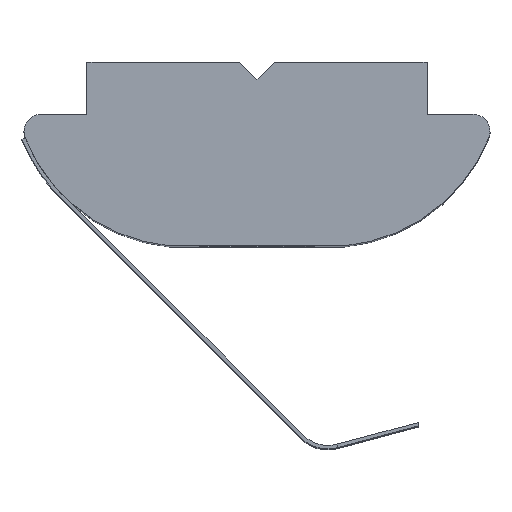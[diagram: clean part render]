
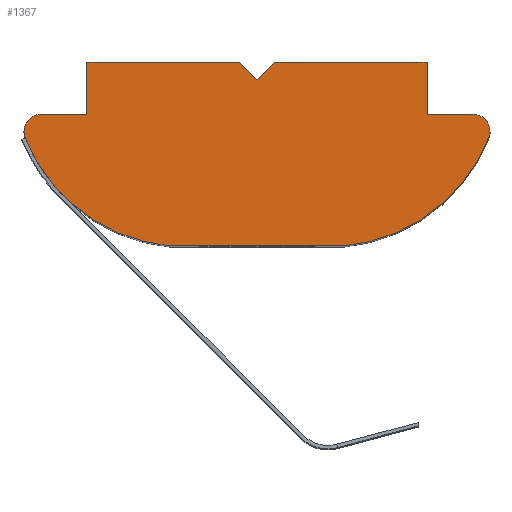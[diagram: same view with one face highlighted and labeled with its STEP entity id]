
A CAD part, top view. The second image highlights one B-rep face of the part: STEP entity #1367.
In plain terms, the highlighted planar face has unit normal (0, 0, 1).
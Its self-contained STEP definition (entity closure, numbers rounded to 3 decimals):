
#8 = VECTOR ( 'NONE', #1041, 1000. ) ;
#11 = LINE ( 'NONE', #1043, #8 ) ;
#33 = CIRCLE ( 'NONE', #1382, 5. ) ;
#44 = VECTOR ( 'NONE', #308, 1000. ) ;
#57 = CIRCLE ( 'NONE', #1396, 0.5 ) ;
#60 = CIRCLE ( 'NONE', #1400, 0.5 ) ;
#66 = LINE ( 'NONE', #316, #44 ) ;
#96 = VECTOR ( 'NONE', #388, 1000. ) ;
#101 = LINE ( 'NONE', #394, #96 ) ;
#107 = VECTOR ( 'NONE', #411, 1000. ) ;
#111 = LINE ( 'NONE', #419, #107 ) ;
#112 = VECTOR ( 'NONE', #434, 1000. ) ;
#114 = LINE ( 'NONE', #428, #112 ) ;
#138 = DIRECTION ( 'NONE',  ( 1., 0., 0. ) ) ;
#139 = DIRECTION ( 'NONE',  ( 0., 0., 1. ) ) ;
#142 = PLANE ( 'NONE',  #1429 ) ;
#154 = CARTESIAN_POINT ( 'NONE',  ( 0., 0., 10. ) ) ;
#207 = EDGE_CURVE ( 'NONE', #648, #690, #1233, .T. ) ;
#214 = EDGE_CURVE ( 'NONE', #659, #684, #1232, .T. ) ;
#216 = EDGE_CURVE ( 'NONE', #697, #685, #1226, .T. ) ;
#217 = EDGE_CURVE ( 'NONE', #879, #697, #1274, .T. ) ;
#222 = EDGE_CURVE ( 'NONE', #677, #880, #1196, .T. ) ;
#232 = FACE_OUTER_BOUND ( 'NONE', #883, .T. ) ;
#262 = DIRECTION ( 'NONE',  ( 1., 0., 0. ) ) ;
#263 = DIRECTION ( 'NONE',  ( 0., 0., 1. ) ) ;
#265 = CARTESIAN_POINT ( 'NONE',  ( 2.041, 2.329, 10. ) ) ;
#308 = DIRECTION ( 'NONE',  ( 1., 0., 0. ) ) ;
#316 = CARTESIAN_POINT ( 'NONE',  ( 0., 1.15, 10. ) ) ;
#336 = DIRECTION ( 'NONE',  ( 1., 0., 0. ) ) ;
#337 = DIRECTION ( 'NONE',  ( 0., 0., 1. ) ) ;
#338 = CARTESIAN_POINT ( 'NONE',  ( -6.216, 0.65, 10. ) ) ;
#340 = DIRECTION ( 'NONE',  ( 1., 0., 0. ) ) ;
#341 = DIRECTION ( 'NONE',  ( 0., 0., 1. ) ) ;
#343 = CARTESIAN_POINT ( 'NONE',  ( -6.216, 0.65, 10. ) ) ;
#385 = CARTESIAN_POINT ( 'NONE',  ( -6.216, 1.15, 10. ) ) ;
#387 = CARTESIAN_POINT ( 'NONE',  ( -4.9, 2.65, 10. ) ) ;
#388 = DIRECTION ( 'NONE',  ( 0., 1., 0. ) ) ;
#394 = CARTESIAN_POINT ( 'NONE',  ( -4.9, 0., 10. ) ) ;
#411 = DIRECTION ( 'NONE',  ( 0.707, -0.707, 0. ) ) ;
#419 = CARTESIAN_POINT ( 'NONE',  ( 1.075, 1.075, 10. ) ) ;
#428 = CARTESIAN_POINT ( 'NONE',  ( 0., 1.15, 10. ) ) ;
#429 = CARTESIAN_POINT ( 'NONE',  ( 6.68, 0.463, 10. ) ) ;
#434 = DIRECTION ( 'NONE',  ( 1., 0., 0. ) ) ;
#513 = CARTESIAN_POINT ( 'NONE',  ( 0.5, 2.65, 10. ) ) ;
#523 = CARTESIAN_POINT ( 'NONE',  ( 6.216, 1.15, 10. ) ) ;
#527 = CARTESIAN_POINT ( 'NONE',  ( 4.9, 1.15, 10. ) ) ;
#529 = CARTESIAN_POINT ( 'NONE',  ( 4.9, 2.65, 10. ) ) ;
#530 = CARTESIAN_POINT ( 'NONE',  ( -0.5, 2.65, 10. ) ) ;
#542 = CARTESIAN_POINT ( 'NONE',  ( -6.68, 0.463, 10. ) ) ;
#547 = CARTESIAN_POINT ( 'NONE',  ( -4.9, 1.15, 10. ) ) ;
#556 = CARTESIAN_POINT ( 'NONE',  ( 2.5, -2.65, 10. ) ) ;
#563 = CARTESIAN_POINT ( 'NONE',  ( -6.716, 0.65, 10. ) ) ;
#593 = DIRECTION ( 'NONE',  ( 1., 0., 0. ) ) ;
#594 = DIRECTION ( 'NONE',  ( 0., 0., 1. ) ) ;
#595 = CARTESIAN_POINT ( 'NONE',  ( -2.041, 2.329, 10. ) ) ;
#608 = DIRECTION ( 'NONE',  ( 0.707, 0.707, 0. ) ) ;
#609 = CARTESIAN_POINT ( 'NONE',  ( -1.075, 1.075, 10. ) ) ;
#615 = DIRECTION ( 'NONE',  ( 1., 0., 0. ) ) ;
#616 = CARTESIAN_POINT ( 'NONE',  ( 0., 2.65, 10. ) ) ;
#619 = DIRECTION ( 'NONE',  ( 1., 0., 0. ) ) ;
#622 = CARTESIAN_POINT ( 'NONE',  ( 0., 2.65, 10. ) ) ;
#630 = DIRECTION ( 'NONE',  ( 1., 0., 0. ) ) ;
#631 = DIRECTION ( 'NONE',  ( 0., 0., 1. ) ) ;
#632 = CARTESIAN_POINT ( 'NONE',  ( 6.216, 0.65, 10. ) ) ;
#648 = VERTEX_POINT ( 'NONE', #429 ) ;
#659 = VERTEX_POINT ( 'NONE', #387 ) ;
#663 = VERTEX_POINT ( 'NONE', #385 ) ;
#665 = VERTEX_POINT ( 'NONE', #563 ) ;
#671 = VERTEX_POINT ( 'NONE', #556 ) ;
#676 = VERTEX_POINT ( 'NONE', #547 ) ;
#677 = VERTEX_POINT ( 'NONE', #542 ) ;
#684 = VERTEX_POINT ( 'NONE', #530 ) ;
#685 = VERTEX_POINT ( 'NONE', #529 ) ;
#687 = VERTEX_POINT ( 'NONE', #527 ) ;
#690 = VERTEX_POINT ( 'NONE', #523 ) ;
#697 = VERTEX_POINT ( 'NONE', #513 ) ;
#727 = AXIS2_PLACEMENT_3D ( 'NONE', #632, #631, #630 ) ;
#739 = AXIS2_PLACEMENT_3D ( 'NONE', #595, #594, #593 ) ;
#793 = EDGE_CURVE ( 'NONE', #663, #676, #114, .T. ) ;
#796 = EDGE_CURVE ( 'NONE', #684, #879, #111, .T. ) ;
#803 = EDGE_CURVE ( 'NONE', #676, #659, #101, .T. ) ;
#824 = EDGE_CURVE ( 'NONE', #663, #665, #60, .T. ) ;
#826 = EDGE_CURVE ( 'NONE', #665, #677, #57, .T. ) ;
#834 = EDGE_CURVE ( 'NONE', #687, #690, #66, .T. ) ;
#845 = EDGE_CURVE ( 'NONE', #671, #648, #33, .T. ) ;
#859 = EDGE_CURVE ( 'NONE', #685, #687, #11, .T. ) ;
#869 = EDGE_CURVE ( 'NONE', #880, #671, #1089, .T. ) ;
#879 = VERTEX_POINT ( 'NONE', #1028 ) ;
#880 = VERTEX_POINT ( 'NONE', #1027 ) ;
#883 = EDGE_LOOP ( 'NONE', ( #1277, #1283, #1229, #1247, #1258, #1248, #1234, #1282, #1278, #1240, #1222, #1270, #1260, #1242 ) ) ;
#1007 = CARTESIAN_POINT ( 'NONE',  ( 0., -2.65, 10. ) ) ;
#1011 = DIRECTION ( 'NONE',  ( 1., 0., 0. ) ) ;
#1027 = CARTESIAN_POINT ( 'NONE',  ( -2.5, -2.65, 10. ) ) ;
#1028 = CARTESIAN_POINT ( 'NONE',  ( 0., 2.15, 10. ) ) ;
#1041 = DIRECTION ( 'NONE',  ( 0., -1., 0. ) ) ;
#1043 = CARTESIAN_POINT ( 'NONE',  ( 4.9, 0., 10. ) ) ;
#1087 = VECTOR ( 'NONE', #1011, 1000. ) ;
#1089 = LINE ( 'NONE', #1007, #1087 ) ;
#1196 = CIRCLE ( 'NONE', #739, 5. ) ;
#1204 = VECTOR ( 'NONE', #608, 1000. ) ;
#1222 = ORIENTED_EDGE ( 'NONE', *, *, #217, .F. ) ;
#1226 = LINE ( 'NONE', #616, #1244 ) ;
#1229 = ORIENTED_EDGE ( 'NONE', *, *, #826, .T. ) ;
#1232 = LINE ( 'NONE', #622, #1250 ) ;
#1233 = CIRCLE ( 'NONE', #727, 0.5 ) ;
#1234 = ORIENTED_EDGE ( 'NONE', *, *, #207, .T. ) ;
#1240 = ORIENTED_EDGE ( 'NONE', *, *, #216, .F. ) ;
#1242 = ORIENTED_EDGE ( 'NONE', *, *, #803, .F. ) ;
#1244 = VECTOR ( 'NONE', #619, 1000. ) ;
#1247 = ORIENTED_EDGE ( 'NONE', *, *, #222, .T. ) ;
#1248 = ORIENTED_EDGE ( 'NONE', *, *, #845, .T. ) ;
#1250 = VECTOR ( 'NONE', #615, 1000. ) ;
#1258 = ORIENTED_EDGE ( 'NONE', *, *, #869, .T. ) ;
#1260 = ORIENTED_EDGE ( 'NONE', *, *, #214, .F. ) ;
#1270 = ORIENTED_EDGE ( 'NONE', *, *, #796, .F. ) ;
#1274 = LINE ( 'NONE', #609, #1204 ) ;
#1277 = ORIENTED_EDGE ( 'NONE', *, *, #793, .F. ) ;
#1278 = ORIENTED_EDGE ( 'NONE', *, *, #859, .F. ) ;
#1282 = ORIENTED_EDGE ( 'NONE', *, *, #834, .F. ) ;
#1283 = ORIENTED_EDGE ( 'NONE', *, *, #824, .T. ) ;
#1367 = ADVANCED_FACE ( 'NONE', ( #232 ), #142, .T. ) ;
#1382 = AXIS2_PLACEMENT_3D ( 'NONE', #265, #263, #262 ) ;
#1396 = AXIS2_PLACEMENT_3D ( 'NONE', #338, #337, #336 ) ;
#1400 = AXIS2_PLACEMENT_3D ( 'NONE', #343, #341, #340 ) ;
#1429 = AXIS2_PLACEMENT_3D ( 'NONE', #154, #139, #138 ) ;
